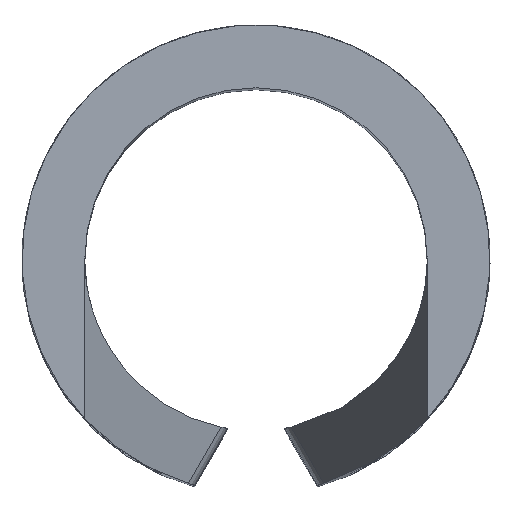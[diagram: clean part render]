
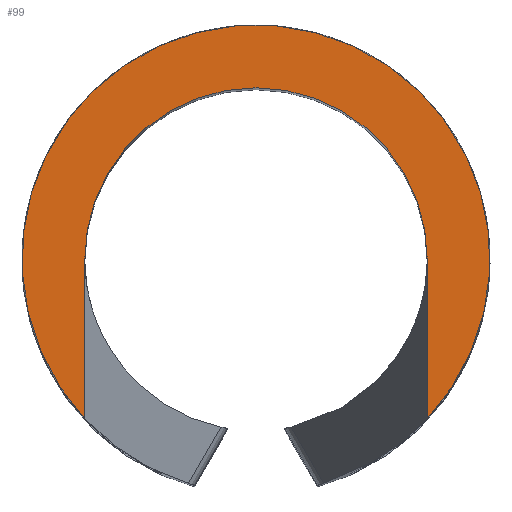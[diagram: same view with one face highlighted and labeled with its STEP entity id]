
A CAD part, top view. The second image highlights one B-rep face of the part: STEP entity #99.
In plain terms, the highlighted planar face has unit normal (0, 0, 1).
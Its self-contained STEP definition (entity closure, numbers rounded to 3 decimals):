
#99 = ADVANCED_FACE( '', ( #214 ), #215, .F. );
#214 = FACE_OUTER_BOUND( '', #509, .T. );
#215 = PLANE( '', #510 );
#509 = EDGE_LOOP( '', ( #915, #916, #917, #918 ) );
#510 = AXIS2_PLACEMENT_3D( '', #919, #920, #921 );
#915 = ORIENTED_EDGE( '', *, *, #1497, .F. );
#916 = ORIENTED_EDGE( '', *, *, #1482, .F. );
#917 = ORIENTED_EDGE( '', *, *, #1499, .T. );
#918 = ORIENTED_EDGE( '', *, *, #1504, .F. );
#919 = CARTESIAN_POINT( '', ( 0., 0., 0. ) );
#920 = DIRECTION( '', ( 0., 0., -1. ) );
#921 = DIRECTION( '', ( -0.389, -0.921, 0. ) );
#1482 = EDGE_CURVE( '', #1836, #1838, #1839, .T. );
#1497 = EDGE_CURVE( '', #1838, #1859, #1861, .T. );
#1499 = EDGE_CURVE( '', #1836, #1862, #1864, .T. );
#1504 = EDGE_CURVE( '', #1859, #1862, #1871, .T. );
#1836 = VERTEX_POINT( '', #2387 );
#1838 = VERTEX_POINT( '', #2389 );
#1839 = CIRCLE( '', #2390, 8.2 );
#1859 = VERTEX_POINT( '', #2427 );
#1861 = LINE( '', #2429, #2430 );
#1862 = VERTEX_POINT( '', #2431 );
#1864 = LINE( '', #2433, #2434 );
#1871 = CIRCLE( '', #2444, 6. );
#2387 = CARTESIAN_POINT( '', ( -6., -5.589, 0. ) );
#2389 = CARTESIAN_POINT( '', ( 6., -5.589, 0. ) );
#2390 = AXIS2_PLACEMENT_3D( '', #2904, #2905, #2906 );
#2427 = CARTESIAN_POINT( '', ( 6., 0., 0. ) );
#2429 = CARTESIAN_POINT( '', ( 6., -10., 0. ) );
#2430 = VECTOR( '', #2929, 1000. );
#2431 = CARTESIAN_POINT( '', ( -6., 0., 0. ) );
#2433 = CARTESIAN_POINT( '', ( -6., -10., 0. ) );
#2434 = VECTOR( '', #2933, 1000. );
#2444 = AXIS2_PLACEMENT_3D( '', #2940, #2941, #2942 );
#2904 = CARTESIAN_POINT( '', ( 0., 0., 0. ) );
#2905 = DIRECTION( '', ( 0., 0., -1. ) );
#2906 = DIRECTION( '', ( 1., 0., 0. ) );
#2929 = DIRECTION( '', ( 0., 1., 0. ) );
#2933 = DIRECTION( '', ( 0., 1., 0. ) );
#2940 = CARTESIAN_POINT( '', ( 0., 0., 0. ) );
#2941 = DIRECTION( '', ( 0., 0., 1. ) );
#2942 = DIRECTION( '', ( 1., 0., 0. ) );
